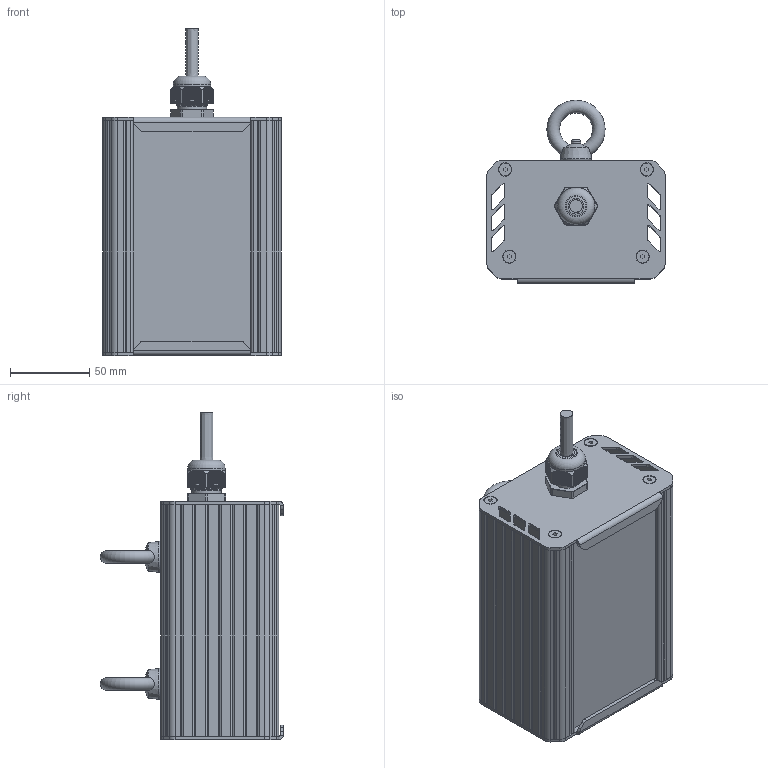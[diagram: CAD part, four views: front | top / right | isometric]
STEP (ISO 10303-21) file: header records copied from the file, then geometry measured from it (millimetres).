
FILE_DESCRIPTION(('STEP AP214'), '1');
FILE_NAME('001.0070.02.000 - ÃÑÏ-Ïðèìà-10', '2023-09-25T05:07:47', (''), (''), 'C3D Converter', 'C3D Toolkit', '');
FILE_SCHEMA(('AUTOMOTIVE_DESIGN { 1 0 10303 214 3 1 1}'));
Length unit declared in the file: millimetre
Products named in the file (25): 001.0070.02.000; 001.0065.02.000
Assembly tree (45 placements, depth 4):
  001.0070.02.000
    (unnamed)
      (unnamed)
      (unnamed)
      (unnamed)  x4
      (unnamed)
      (unnamed)  x4
      (unnamed)
      (unnamed)
      (unnamed)
      (unnamed)
        (unnamed)  x3
        (unnamed)  x13
        (unnamed)
        (unnamed)
        (unnamed)
        (unnamed)
        (unnamed)
        (unnamed)
        (unnamed)
      (unnamed)
        (unnamed)
    001.0065.02.000  x2
      (unnamed)
      (unnamed)
Bounding box: 112.19 x 115.41 x 206 mm (x, y, z)
Volume: 315059.4 mm3; surface area: 266732 mm2
Topology: 54 solids, 54 shells, 1521 faces, 4314 edges, 2924 vertices
Faces by surface type: plane 861, cylinder 535, cone 100, torus 13, bspline 9, sphere 3
Full cylindrical faces by diameter (mm): 1 x3, 2 x2, 2.5 x4, 2.8 x25, 3.2 x3, 3.5 x5, 4 x8, 6 x2, 8 x8, 12 x1, 12.5 x1, 16 x1, 18.5 x3, 20 x1, 23.5 x1
Entity records: 98012 total; most frequent: CARTESIAN_POINT 44249, DIRECTION 7882, ORIENTED_EDGE 7852, EDGE_CURVE 3926, AXIS2_PLACEMENT_3D 2802, VERTEX_POINT 2702, COLOUR_RGB 2478, PRESENTATION_STYLE_ASSIGNMENT 2478
